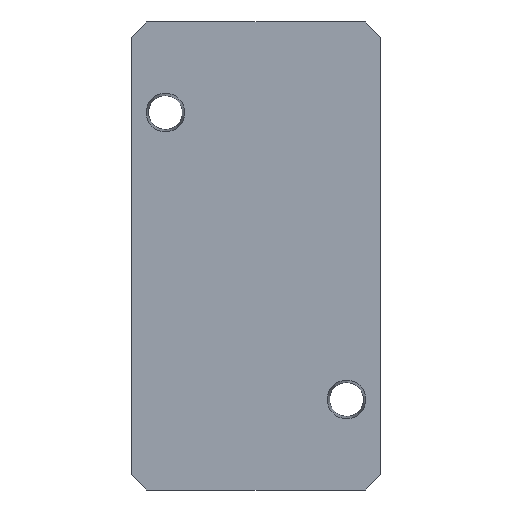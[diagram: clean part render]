
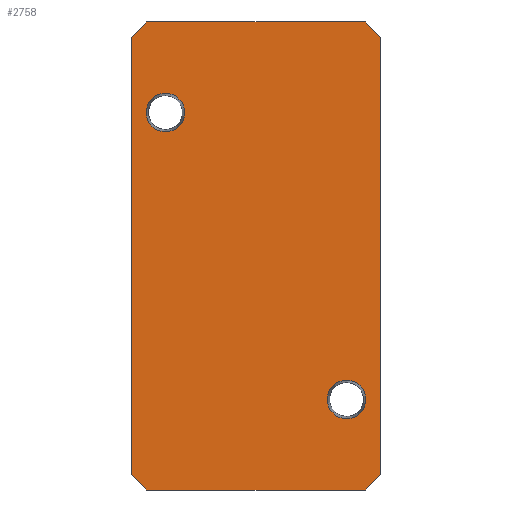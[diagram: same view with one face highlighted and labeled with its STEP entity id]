
A CAD part, front view. The second image highlights one B-rep face of the part: STEP entity #2758.
In plain terms, the highlighted planar face has unit normal (0, -1, 0).
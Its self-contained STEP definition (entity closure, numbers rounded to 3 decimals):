
#29=PLANE('',#2966);
#164=LINE('',#4381,#308);
#167=LINE('',#4389,#311);
#170=LINE('',#4395,#314);
#174=LINE('',#4404,#318);
#177=LINE('',#4412,#321);
#180=LINE('',#4418,#324);
#186=LINE('',#4433,#330);
#187=LINE('',#4435,#331);
#308=VECTOR('',#3223,1000.);
#311=VECTOR('',#3230,1000.);
#314=VECTOR('',#3235,1000.);
#318=VECTOR('',#3241,1000.);
#321=VECTOR('',#3248,1000.);
#324=VECTOR('',#3253,1000.);
#330=VECTOR('',#3269,1000.);
#331=VECTOR('',#3272,1000.);
#890=ORIENTED_EDGE('',*,*,#1729,.F.);
#891=ORIENTED_EDGE('',*,*,#1730,.F.);
#892=ORIENTED_EDGE('',*,*,#1727,.F.);
#893=ORIENTED_EDGE('',*,*,#1718,.F.);
#894=ORIENTED_EDGE('',*,*,#1715,.F.);
#895=ORIENTED_EDGE('',*,*,#1711,.F.);
#896=ORIENTED_EDGE('',*,*,#1728,.F.);
#897=ORIENTED_EDGE('',*,*,#1707,.F.);
#898=ORIENTED_EDGE('',*,*,#1704,.F.);
#899=ORIENTED_EDGE('',*,*,#1700,.F.);
#1700=EDGE_CURVE('',#2112,#2113,#164,.T.);
#1704=EDGE_CURVE('',#2113,#2116,#167,.T.);
#1707=EDGE_CURVE('',#2116,#2118,#170,.T.);
#1711=EDGE_CURVE('',#2121,#2122,#174,.T.);
#1715=EDGE_CURVE('',#2122,#2125,#177,.T.);
#1718=EDGE_CURVE('',#2125,#2127,#180,.T.);
#1727=EDGE_CURVE('',#2127,#2112,#186,.T.);
#1728=EDGE_CURVE('',#2118,#2121,#187,.T.);
#1729=EDGE_CURVE('',#2131,#2131,#2291,.T.);
#1730=EDGE_CURVE('',#2132,#2132,#2292,.T.);
#2112=VERTEX_POINT('',#4380);
#2113=VERTEX_POINT('',#4382);
#2116=VERTEX_POINT('',#4390);
#2118=VERTEX_POINT('',#4396);
#2121=VERTEX_POINT('',#4403);
#2122=VERTEX_POINT('',#4405);
#2125=VERTEX_POINT('',#4413);
#2127=VERTEX_POINT('',#4419);
#2131=VERTEX_POINT('',#4438);
#2132=VERTEX_POINT('',#4440);
#2291=CIRCLE('',#2967,2.55);
#2292=CIRCLE('',#2968,2.55);
#2344=EDGE_LOOP('',(#890));
#2345=EDGE_LOOP('',(#891));
#2346=EDGE_LOOP('',(#892,#893,#894,#895,#896,#897,#898,#899));
#2542=FACE_BOUND('',#2344,.T.);
#2543=FACE_BOUND('',#2345,.T.);
#2544=FACE_BOUND('',#2346,.T.);
#2758=ADVANCED_FACE('',(#2542,#2543,#2544),#29,.F.);
#2966=AXIS2_PLACEMENT_3D('',#4436,#3273,#3274);
#2967=AXIS2_PLACEMENT_3D('',#4437,#3275,#3276);
#2968=AXIS2_PLACEMENT_3D('',#4439,#3277,#3278);
#3223=DIRECTION('',(0.707,0.,0.707));
#3230=DIRECTION('',(1.,0.,0.));
#3235=DIRECTION('',(0.707,0.,-0.707));
#3241=DIRECTION('',(-0.707,0.,-0.707));
#3248=DIRECTION('',(-1.,0.,0.));
#3253=DIRECTION('',(-0.707,0.,0.707));
#3269=DIRECTION('',(0.,0.,1.));
#3272=DIRECTION('',(0.,0.,-1.));
#3273=DIRECTION('',(0.,1.,0.));
#3274=DIRECTION('',(0.,0.,1.));
#3275=DIRECTION('',(0.,-1.,0.));
#3276=DIRECTION('',(0.,0.,-1.));
#3277=DIRECTION('',(0.,-1.,0.));
#3278=DIRECTION('',(0.,0.,-1.));
#4380=CARTESIAN_POINT('',(-16.5,0.,29.));
#4381=CARTESIAN_POINT('',(-16.5,0.,29.));
#4382=CARTESIAN_POINT('',(-14.5,0.,31.));
#4389=CARTESIAN_POINT('',(-14.5,0.,31.));
#4390=CARTESIAN_POINT('',(14.5,0.,31.));
#4395=CARTESIAN_POINT('',(14.5,0.,31.));
#4396=CARTESIAN_POINT('',(16.5,0.,29.));
#4403=CARTESIAN_POINT('',(16.5,0.,-29.));
#4404=CARTESIAN_POINT('',(16.5,0.,-29.));
#4405=CARTESIAN_POINT('',(14.5,0.,-31.));
#4412=CARTESIAN_POINT('',(14.5,0.,-31.));
#4413=CARTESIAN_POINT('',(-14.5,0.,-31.));
#4418=CARTESIAN_POINT('',(-14.5,0.,-31.));
#4419=CARTESIAN_POINT('',(-16.5,0.,-29.));
#4433=CARTESIAN_POINT('',(-16.5,0.,-29.));
#4435=CARTESIAN_POINT('',(16.5,0.,29.));
#4436=CARTESIAN_POINT('',(0.,0.,0.));
#4437=CARTESIAN_POINT('',(12.,0.,-19.));
#4438=CARTESIAN_POINT('',(12.,0.,-21.55));
#4439=CARTESIAN_POINT('',(-12.,0.,19.));
#4440=CARTESIAN_POINT('',(-12.,0.,16.45));
